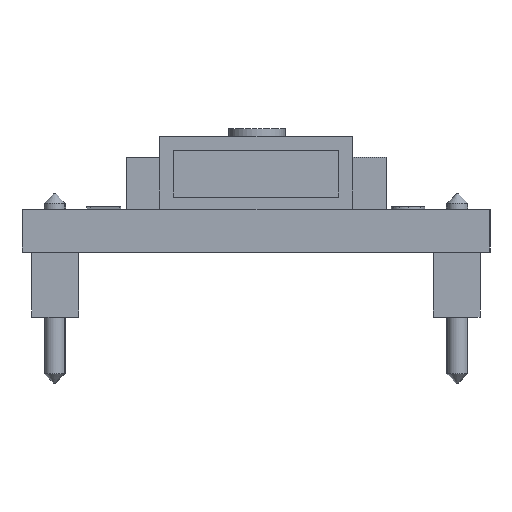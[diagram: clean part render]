
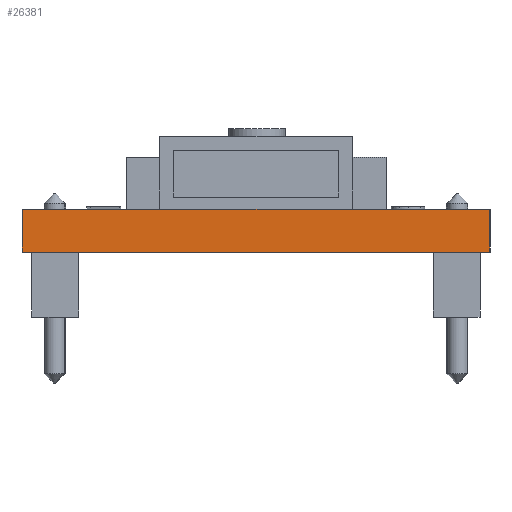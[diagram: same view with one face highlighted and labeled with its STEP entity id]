
A CAD part, left-side view. The second image highlights one B-rep face of the part: STEP entity #26381.
In plain terms, the highlighted planar face has unit normal (-1, 0, 0).
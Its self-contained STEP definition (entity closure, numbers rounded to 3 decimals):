
#26006 = VERTEX_POINT('',#26007);
#26007 = CARTESIAN_POINT('',(0.,0.,0.));
#26024 = VERTEX_POINT('',#26025);
#26025 = CARTESIAN_POINT('',(0.,18.,0.));
#26031 = EDGE_CURVE('',#26024,#26006,#26032,.T.);
#26032 = LINE('',#26033,#26034);
#26033 = CARTESIAN_POINT('',(0.,18.,0.));
#26034 = VECTOR('',#26035,1.);
#26035 = DIRECTION('',(0.,-1.,0.));
#26354 = EDGE_CURVE('',#26006,#26355,#26357,.T.);
#26355 = VERTEX_POINT('',#26356);
#26356 = CARTESIAN_POINT('',(0.,0.,1.65));
#26357 = LINE('',#26358,#26359);
#26358 = CARTESIAN_POINT('',(0.,0.,0.));
#26359 = VECTOR('',#26360,1.);
#26360 = DIRECTION('',(0.,0.,1.));
#26381 = ADVANCED_FACE('',(#26382),#26416,.F.);
#26382 = FACE_BOUND('',#26383,.F.);
#26383 = EDGE_LOOP('',(#26384,#26392,#26400,#26408,#26414,#26415));
#26384 = ORIENTED_EDGE('',*,*,#26385,.T.);
#26385 = EDGE_CURVE('',#26024,#26386,#26388,.T.);
#26386 = VERTEX_POINT('',#26387);
#26387 = CARTESIAN_POINT('',(0.,18.,1.65));
#26388 = LINE('',#26389,#26390);
#26389 = CARTESIAN_POINT('',(0.,18.,0.));
#26390 = VECTOR('',#26391,1.);
#26391 = DIRECTION('',(0.,0.,1.));
#26392 = ORIENTED_EDGE('',*,*,#26393,.T.);
#26393 = EDGE_CURVE('',#26386,#26394,#26396,.T.);
#26394 = VERTEX_POINT('',#26395);
#26395 = CARTESIAN_POINT('',(0.,12.71,1.65));
#26396 = LINE('',#26397,#26398);
#26397 = CARTESIAN_POINT('',(0.,18.,1.65));
#26398 = VECTOR('',#26399,1.);
#26399 = DIRECTION('',(0.,-1.,0.));
#26400 = ORIENTED_EDGE('',*,*,#26401,.T.);
#26401 = EDGE_CURVE('',#26394,#26402,#26404,.T.);
#26402 = VERTEX_POINT('',#26403);
#26403 = CARTESIAN_POINT('',(0.,5.29,1.65));
#26404 = LINE('',#26405,#26406);
#26405 = CARTESIAN_POINT('',(0.,18.,1.65));
#26406 = VECTOR('',#26407,1.);
#26407 = DIRECTION('',(0.,-1.,0.));
#26408 = ORIENTED_EDGE('',*,*,#26409,.T.);
#26409 = EDGE_CURVE('',#26402,#26355,#26410,.T.);
#26410 = LINE('',#26411,#26412);
#26411 = CARTESIAN_POINT('',(0.,18.,1.65));
#26412 = VECTOR('',#26413,1.);
#26413 = DIRECTION('',(0.,-1.,0.));
#26414 = ORIENTED_EDGE('',*,*,#26354,.F.);
#26415 = ORIENTED_EDGE('',*,*,#26031,.F.);
#26416 = PLANE('',#26417);
#26417 = AXIS2_PLACEMENT_3D('',#26418,#26419,#26420);
#26418 = CARTESIAN_POINT('',(0.,18.,0.));
#26419 = DIRECTION('',(1.,0.,0.));
#26420 = DIRECTION('',(0.,-1.,0.));
